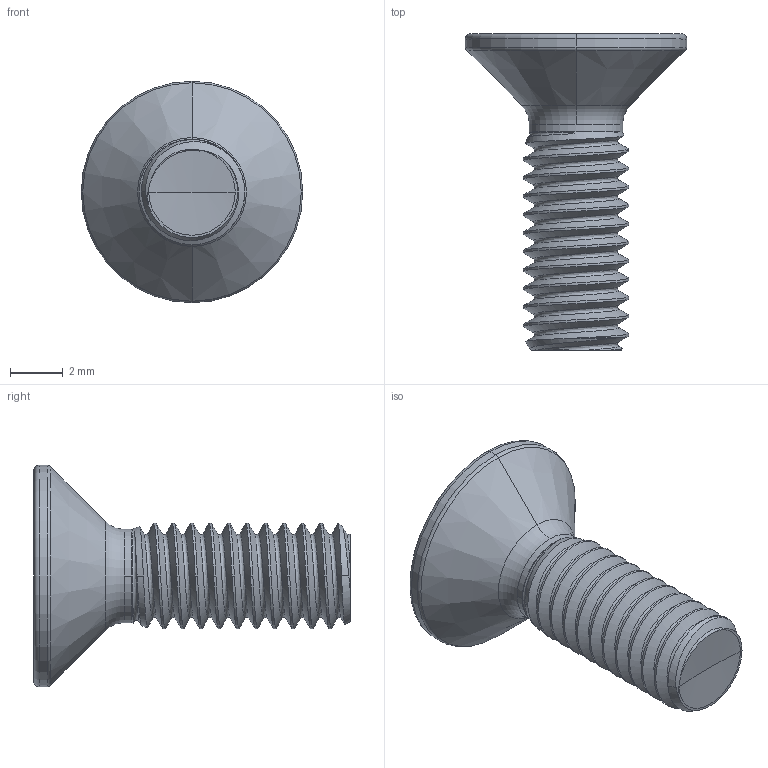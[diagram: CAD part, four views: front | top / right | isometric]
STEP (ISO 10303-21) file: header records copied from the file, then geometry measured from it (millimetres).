
FILE_DESCRIPTION (( 'STEP AP203' ), '1' );
FILE_NAME ('STM410400120.STEP', '2020-12-18T17:13:20', ( '' ), ( '' ), 'SwSTEP 2.0', 'SolidWorks 2015', '' );
FILE_SCHEMA (( 'CONFIG_CONTROL_DESIGN' ));
Length unit declared in the file: millimetre
Products named in the file (2): STM410400120
Bounding box: 8.4 x 12 x 8.4 mm (x, y, z)
Volume: 176.2 mm3; surface area: 323 mm2
Topology: 1 solids, 1 shells, 91 faces, 236 edges, 146 vertices
Faces by surface type: cylinder 45, bspline 18, cone 13, torus 11, sphere 2, plane 2
Entity records: 14766 total; most frequent: CARTESIAN_POINT 12718, ORIENTED_EDGE 468, DIRECTION 318, EDGE_CURVE 234, VERTEX_POINT 146, AXIS2_PLACEMENT_3D 131, EDGE_LOOP 92, ADVANCED_FACE 91
